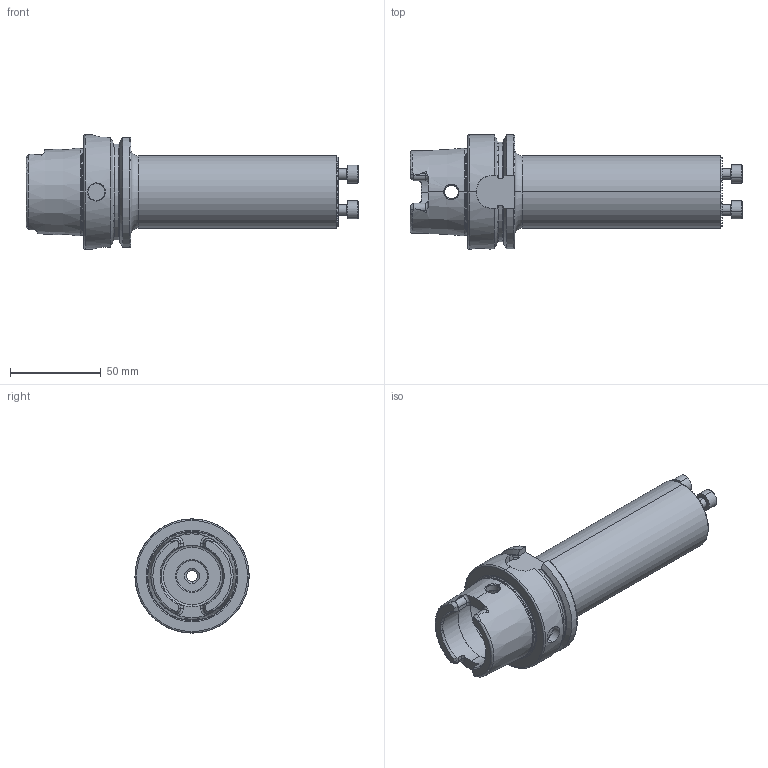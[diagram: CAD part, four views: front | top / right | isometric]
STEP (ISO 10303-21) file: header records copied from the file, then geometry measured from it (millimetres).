
FILE_DESCRIPTION (( 'STEP AP214' ), '1' );
FILE_NAME ('HA6.WK1.040.180.STEP', '2020-09-16T12:50:59', ( '' ), ( '' ), 'SwSTEP 2.0', 'SolidWorks 2017', '' );
FILE_SCHEMA (( 'AUTOMOTIVE_DESIGN' ));
Length unit declared in the file: millimetre
Products named in the file (4): ISO 4762 - M6 x 16; HA6.WK1.040.180; DIN 3771 - 6x1; HA6-WK1.040.180_A
Assembly tree (5 placements, depth 2):
  HA6.WK1.040.180
    HA6-WK1.040.180_A
    ISO 4762 - M6 x 16  x3
    DIN 3771 - 6x1
Bounding box: 183.3 x 63 x 63 mm (x, y, z)
Volume: 219696.1 mm3; surface area: 43090.9 mm2
Topology: 5 solids, 5 shells, 499 faces, 1352 edges, 856 vertices
Faces by surface type: plane 253, cylinder 123, cone 64, torus 47, bspline 12
Entity records: 17615 total; most frequent: CARTESIAN_POINT 6117, ORIENTED_EDGE 2452, DIRECTION 1968, EDGE_CURVE 1226, VERTEX_POINT 790, AXIS2_PLACEMENT_3D 773, B_SPLINE_CURVE_WITH_KNOTS 464, EDGE_LOOP 456
